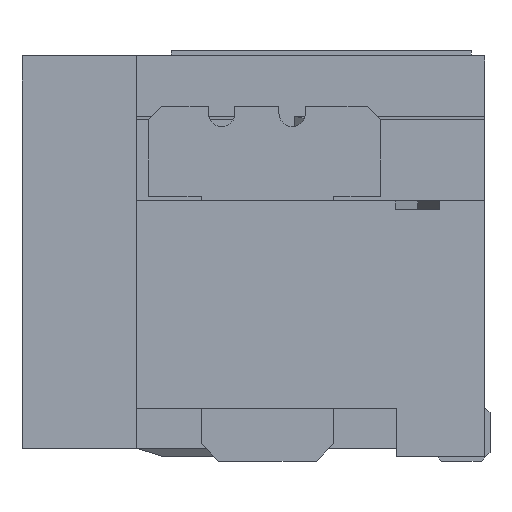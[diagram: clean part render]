
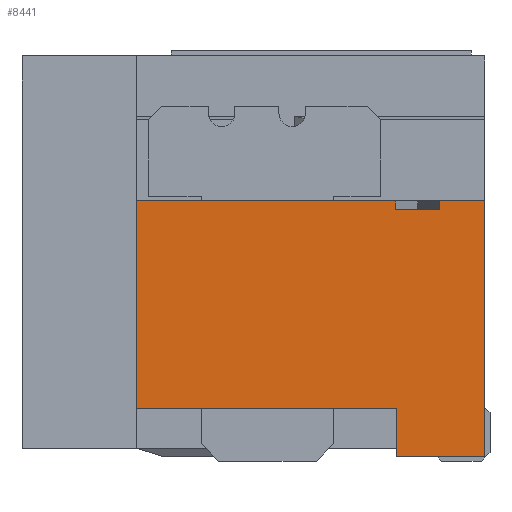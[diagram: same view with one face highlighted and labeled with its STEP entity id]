
A CAD part, left-side view. The second image highlights one B-rep face of the part: STEP entity #8441.
In plain terms, the highlighted planar face has unit normal (-1, 0, 0).
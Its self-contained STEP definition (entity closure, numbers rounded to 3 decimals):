
#2170=DIRECTION('',(0.,0.,1.));
#2171=VECTOR('',#2170,2.9);
#2172=CARTESIAN_POINT('',(-4.75,-2.62,-2.27));
#2173=LINE('',#2172,#2171);
#2652=DIRECTION('',(0.,1.,0.));
#2653=VECTOR('',#2652,0.5);
#2654=CARTESIAN_POINT('',(-4.75,-2.11,0.53));
#2655=LINE('',#2654,#2653);
#2656=DIRECTION('',(0.,0.,-1.));
#2657=VECTOR('',#2656,0.1);
#2658=CARTESIAN_POINT('',(-4.75,-2.11,0.63));
#2659=LINE('',#2658,#2657);
#2660=DIRECTION('',(0.,-1.,0.));
#2661=VECTOR('',#2660,0.51);
#2662=CARTESIAN_POINT('',(-4.75,-2.11,0.63));
#2663=LINE('',#2662,#2661);
#2664=DIRECTION('',(0.,0.,1.));
#2665=VECTOR('',#2664,0.55);
#2666=CARTESIAN_POINT('',(-4.75,-1.62,-2.27));
#2667=LINE('',#2666,#2665);
#2668=DIRECTION('',(0.,-1.,0.));
#2669=VECTOR('',#2668,2.94);
#2670=CARTESIAN_POINT('',(-4.75,1.32,-1.72));
#2671=LINE('',#2670,#2669);
#2672=DIRECTION('',(0.,0.,1.));
#2673=VECTOR('',#2672,2.35);
#2674=CARTESIAN_POINT('',(-4.75,1.32,-1.72));
#2675=LINE('',#2674,#2673);
#2676=DIRECTION('',(0.,-1.,0.));
#2677=VECTOR('',#2676,2.93);
#2678=CARTESIAN_POINT('',(-4.75,1.32,0.63));
#2679=LINE('',#2678,#2677);
#2680=DIRECTION('',(0.,0.,-1.));
#2681=VECTOR('',#2680,0.1);
#2682=CARTESIAN_POINT('',(-4.75,-1.61,0.63));
#2683=LINE('',#2682,#2681);
#3452=DIRECTION('',(0.,-1.,0.));
#3453=VECTOR('',#3452,1.);
#3454=CARTESIAN_POINT('',(-4.75,-1.62,-2.27));
#3455=LINE('',#3454,#3453);
#3903=CARTESIAN_POINT('',(-4.75,-2.62,-2.27));
#3904=CARTESIAN_POINT('',(-4.75,-2.62,0.63));
#3905=VERTEX_POINT('',#3903);
#3906=VERTEX_POINT('',#3904);
#3925=CARTESIAN_POINT('',(-4.75,1.32,0.63));
#3926=VERTEX_POINT('',#3925);
#3947=CARTESIAN_POINT('',(-4.75,-1.62,-2.27));
#3948=CARTESIAN_POINT('',(-4.75,-1.62,-1.72));
#3949=VERTEX_POINT('',#3947);
#3950=VERTEX_POINT('',#3948);
#3959=CARTESIAN_POINT('',(-4.75,1.32,-1.72));
#3960=VERTEX_POINT('',#3959);
#4979=CARTESIAN_POINT('',(-4.75,-2.11,0.53));
#4980=CARTESIAN_POINT('',(-4.75,-1.61,0.53));
#4981=VERTEX_POINT('',#4979);
#4982=VERTEX_POINT('',#4980);
#4983=CARTESIAN_POINT('',(-4.75,-2.11,0.63));
#4984=VERTEX_POINT('',#4983);
#4985=CARTESIAN_POINT('',(-4.75,-1.61,0.63));
#4986=VERTEX_POINT('',#4985);
#8418=CARTESIAN_POINT('',(-4.75,2.62,-2.27));
#8419=DIRECTION('',(-1.,0.,0.));
#8420=DIRECTION('',(0.,-1.,0.));
#8421=AXIS2_PLACEMENT_3D('',#8418,#8419,#8420);
#8422=PLANE('',#8421);
#8424=ORIENTED_EDGE('',*,*,#8423,.F.);
#8426=ORIENTED_EDGE('',*,*,#8425,.F.);
#8428=ORIENTED_EDGE('',*,*,#8427,.T.);
#8429=ORIENTED_EDGE('',*,*,#7815,.F.);
#8431=ORIENTED_EDGE('',*,*,#8430,.F.);
#8432=ORIENTED_EDGE('',*,*,#8389,.T.);
#8433=ORIENTED_EDGE('',*,*,#8037,.F.);
#8434=ORIENTED_EDGE('',*,*,#8172,.T.);
#8436=ORIENTED_EDGE('',*,*,#8435,.T.);
#8438=ORIENTED_EDGE('',*,*,#8437,.T.);
#8439=EDGE_LOOP('',(#8424,#8426,#8428,#8429,#8431,#8432,#8433,#8434,#8436,
#8438));
#8440=FACE_OUTER_BOUND('',#8439,.F.);
#8441=ADVANCED_FACE('',(#8440),#8422,.T.);
#7815=EDGE_CURVE('',#3905,#3906,#2173,.T.);
#8037=EDGE_CURVE('',#3960,#3950,#2671,.T.);
#8172=EDGE_CURVE('',#3960,#3926,#2675,.T.);
#8389=EDGE_CURVE('',#3949,#3950,#2667,.T.);
#8423=EDGE_CURVE('',#4981,#4982,#2655,.T.);
#8425=EDGE_CURVE('',#4984,#4981,#2659,.T.);
#8427=EDGE_CURVE('',#4984,#3906,#2663,.T.);
#8430=EDGE_CURVE('',#3949,#3905,#3455,.T.);
#8435=EDGE_CURVE('',#3926,#4986,#2679,.T.);
#8437=EDGE_CURVE('',#4986,#4982,#2683,.T.);
